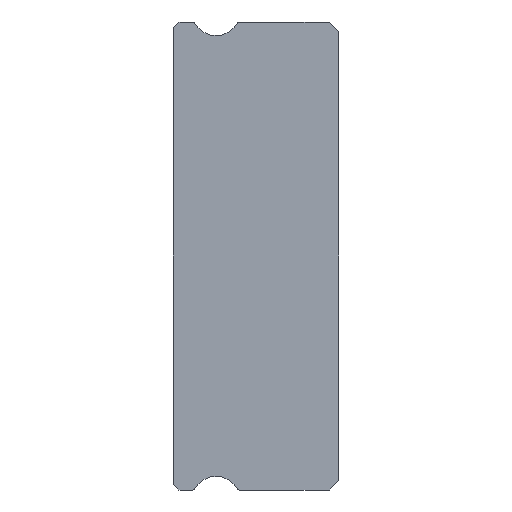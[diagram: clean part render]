
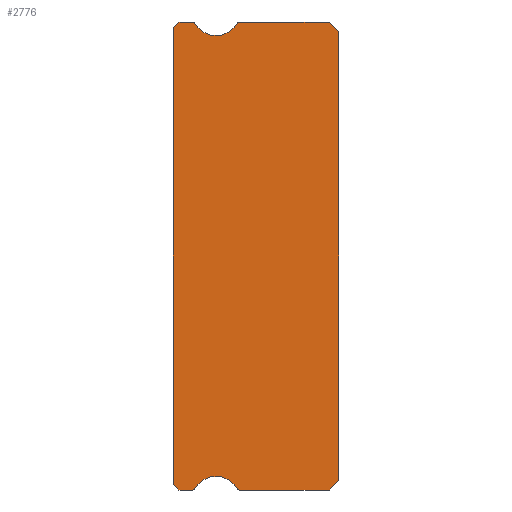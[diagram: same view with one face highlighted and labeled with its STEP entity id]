
A CAD part, left-side view. The second image highlights one B-rep face of the part: STEP entity #2776.
In plain terms, the highlighted planar face has unit normal (-1, 0, 0).
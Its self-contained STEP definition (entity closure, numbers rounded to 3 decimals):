
#59 = DIRECTION ( 'NONE',  ( 0., 0., 1. ) ) ;
#97 = DIRECTION ( 'NONE',  ( 0., 0., -1. ) ) ;
#111 = ORIENTED_EDGE ( 'NONE', *, *, #2107, .F. ) ;
#117 = EDGE_CURVE ( 'NONE', #1400, #2018, #1110, .T. ) ;
#168 = DIRECTION ( 'NONE',  ( 0., 0., -1. ) ) ;
#237 = EDGE_CURVE ( 'NONE', #1175, #2785, #1573, .T. ) ;
#261 = CIRCLE ( 'NONE', #626, 1.25 ) ;
#274 = ORIENTED_EDGE ( 'NONE', *, *, #1157, .F. ) ;
#302 = EDGE_CURVE ( 'NONE', #2568, #915, #554, .T. ) ;
#315 = CARTESIAN_POINT ( 'NONE',  ( -20., 5.088, 12. ) ) ;
#316 = CARTESIAN_POINT ( 'NONE',  ( -20., 7.512, 12. ) ) ;
#346 = DIRECTION ( 'NONE',  ( 0., -1., 0. ) ) ;
#430 = CARTESIAN_POINT ( 'NONE',  ( -20., 5.088, -11.85 ) ) ;
#437 = CARTESIAN_POINT ( 'NONE',  ( -20., 5.088, 11.85 ) ) ;
#465 = LINE ( 'NONE', #2724, #1049 ) ;
#474 = AXIS2_PLACEMENT_3D ( 'NONE', #1094, #2356, #2108 ) ;
#491 = DIRECTION ( 'NONE',  ( 0., 0., -1. ) ) ;
#492 = ORIENTED_EDGE ( 'NONE', *, *, #941, .F. ) ;
#497 = CARTESIAN_POINT ( 'NONE',  ( -20., 8.2, 12. ) ) ;
#527 = DIRECTION ( 'NONE',  ( 0., -0.707, -0.707 ) ) ;
#554 = CIRCLE ( 'NONE', #2905, 0.15 ) ;
#559 = VECTOR ( 'NONE', #2629, 1000. ) ;
#566 = CARTESIAN_POINT ( 'NONE',  ( -20., 0.5, -12. ) ) ;
#626 = AXIS2_PLACEMENT_3D ( 'NONE', #1552, #791, #1006 ) ;
#635 = CARTESIAN_POINT ( 'NONE',  ( -20., 8.2, -12. ) ) ;
#640 = CARTESIAN_POINT ( 'NONE',  ( -20., 0., 11.5 ) ) ;
#662 = VECTOR ( 'NONE', #2263, 1000. ) ;
#669 = VECTOR ( 'NONE', #1729, 1000. ) ;
#673 = VERTEX_POINT ( 'NONE', #1231 ) ;
#674 = VERTEX_POINT ( 'NONE', #928 ) ;
#713 = AXIS2_PLACEMENT_3D ( 'NONE', #1383, #1856, #2197 ) ;
#736 = ORIENTED_EDGE ( 'NONE', *, *, #1054, .F. ) ;
#742 = CARTESIAN_POINT ( 'NONE',  ( -20., 7.512, 12. ) ) ;
#768 = VECTOR ( 'NONE', #2005, 1000. ) ;
#791 = DIRECTION ( 'NONE',  ( -1., 0., 0. ) ) ;
#852 = VERTEX_POINT ( 'NONE', #1140 ) ;
#868 = VERTEX_POINT ( 'NONE', #1107 ) ;
#883 = AXIS2_PLACEMENT_3D ( 'NONE', #430, #2420, #1473 ) ;
#899 = CARTESIAN_POINT ( 'NONE',  ( -20., 0.5, 12. ) ) ;
#915 = VERTEX_POINT ( 'NONE', #315 ) ;
#928 = CARTESIAN_POINT ( 'NONE',  ( -20., 5.088, -12. ) ) ;
#941 = EDGE_CURVE ( 'NONE', #2785, #1831, #2499, .T. ) ;
#955 = VERTEX_POINT ( 'NONE', #2178 ) ;
#1001 = CARTESIAN_POINT ( 'NONE',  ( -20., 7.512, 11.85 ) ) ;
#1006 = DIRECTION ( 'NONE',  ( 0., 0., -1. ) ) ;
#1018 = CARTESIAN_POINT ( 'NONE',  ( -20., 0.5, 12. ) ) ;
#1049 = VECTOR ( 'NONE', #2987, 1000. ) ;
#1051 = ORIENTED_EDGE ( 'NONE', *, *, #1525, .T. ) ;
#1054 = EDGE_CURVE ( 'NONE', #673, #868, #465, .T. ) ;
#1061 = CARTESIAN_POINT ( 'NONE',  ( -20., 6.3, 11.3 ) ) ;
#1065 = VERTEX_POINT ( 'NONE', #2207 ) ;
#1077 = EDGE_CURVE ( 'NONE', #1175, #1449, #2500, .T. ) ;
#1086 = ORIENTED_EDGE ( 'NONE', *, *, #2133, .F. ) ;
#1094 = CARTESIAN_POINT ( 'NONE',  ( -20., 6.3, 12.55 ) ) ;
#1107 = CARTESIAN_POINT ( 'NONE',  ( -20., 8.5, 11.7 ) ) ;
#1110 = LINE ( 'NONE', #2379, #2162 ) ;
#1115 = EDGE_CURVE ( 'NONE', #1831, #2568, #261, .T. ) ;
#1140 = CARTESIAN_POINT ( 'NONE',  ( -20., 8.2, -12. ) ) ;
#1150 = ORIENTED_EDGE ( 'NONE', *, *, #237, .F. ) ;
#1151 = EDGE_LOOP ( 'NONE', ( #736, #1051, #1764, #2250, #274, #2793, #111, #2084, #2832, #1086, #2334, #2426, #1969, #492, #1150, #2779, #2187 ) ) ;
#1157 = EDGE_CURVE ( 'NONE', #955, #1065, #3291, .T. ) ;
#1175 = VERTEX_POINT ( 'NONE', #742 ) ;
#1231 = CARTESIAN_POINT ( 'NONE',  ( -20., 8.5, -11.7 ) ) ;
#1262 = DIRECTION ( 'NONE',  ( 0., 1., 0. ) ) ;
#1267 = LINE ( 'NONE', #2585, #662 ) ;
#1335 = LINE ( 'NONE', #2082, #559 ) ;
#1361 = DIRECTION ( 'NONE',  ( 1., 0., 0. ) ) ;
#1383 = CARTESIAN_POINT ( 'NONE',  ( -20., 7.512, -11.85 ) ) ;
#1400 = VERTEX_POINT ( 'NONE', #1745 ) ;
#1449 = VERTEX_POINT ( 'NONE', #1930 ) ;
#1470 = CARTESIAN_POINT ( 'NONE',  ( -20., 7.383, 11.925 ) ) ;
#1473 = DIRECTION ( 'NONE',  ( 0., 0., -1. ) ) ;
#1525 = EDGE_CURVE ( 'NONE', #673, #852, #3192, .T. ) ;
#1526 = DIRECTION ( 'NONE',  ( -1., 0., 0. ) ) ;
#1552 = CARTESIAN_POINT ( 'NONE',  ( -20., 6.3, 12.55 ) ) ;
#1573 = CIRCLE ( 'NONE', #2428, 0.15 ) ;
#1693 = VECTOR ( 'NONE', #2681, 1000. ) ;
#1729 = DIRECTION ( 'NONE',  ( 0., 0.707, -0.707 ) ) ;
#1745 = CARTESIAN_POINT ( 'NONE',  ( -20., 0., -11.5 ) ) ;
#1764 = ORIENTED_EDGE ( 'NONE', *, *, #2278, .T. ) ;
#1797 = VERTEX_POINT ( 'NONE', #2837 ) ;
#1831 = VERTEX_POINT ( 'NONE', #1061 ) ;
#1856 = DIRECTION ( 'NONE',  ( 1., 0., 0. ) ) ;
#1930 = CARTESIAN_POINT ( 'NONE',  ( -20., 8.2, 12. ) ) ;
#1941 = DIRECTION ( 'NONE',  ( 1., 0., 0. ) ) ;
#1969 = ORIENTED_EDGE ( 'NONE', *, *, #1115, .F. ) ;
#2005 = DIRECTION ( 'NONE',  ( 0., 1., 0. ) ) ;
#2018 = VERTEX_POINT ( 'NONE', #640 ) ;
#2028 = FACE_OUTER_BOUND ( 'NONE', #1151, .T. ) ;
#2082 = CARTESIAN_POINT ( 'NONE',  ( -20., 7.512, -12. ) ) ;
#2084 = ORIENTED_EDGE ( 'NONE', *, *, #2775, .F. ) ;
#2107 = EDGE_CURVE ( 'NONE', #2882, #674, #2320, .T. ) ;
#2108 = DIRECTION ( 'NONE',  ( 0., 0., -1. ) ) ;
#2133 = EDGE_CURVE ( 'NONE', #3079, #2018, #2530, .T. ) ;
#2162 = VECTOR ( 'NONE', #59, 1000. ) ;
#2178 = CARTESIAN_POINT ( 'NONE',  ( -20., 5.217, -11.925 ) ) ;
#2187 = ORIENTED_EDGE ( 'NONE', *, *, #3154, .T. ) ;
#2197 = DIRECTION ( 'NONE',  ( 0., 0., -1. ) ) ;
#2207 = CARTESIAN_POINT ( 'NONE',  ( -20., 7.383, -11.925 ) ) ;
#2209 = VECTOR ( 'NONE', #346, 1000. ) ;
#2217 = CARTESIAN_POINT ( 'NONE',  ( -20., 0., -11.5 ) ) ;
#2250 = ORIENTED_EDGE ( 'NONE', *, *, #3000, .F. ) ;
#2263 = DIRECTION ( 'NONE',  ( 0., 0.707, -0.707 ) ) ;
#2278 = EDGE_CURVE ( 'NONE', #852, #1797, #1335, .T. ) ;
#2282 = VECTOR ( 'NONE', #1262, 1000. ) ;
#2320 = LINE ( 'NONE', #3074, #768 ) ;
#2334 = ORIENTED_EDGE ( 'NONE', *, *, #3216, .F. ) ;
#2356 = DIRECTION ( 'NONE',  ( -1., 0., 0. ) ) ;
#2379 = CARTESIAN_POINT ( 'NONE',  ( -20., 0., 11.5 ) ) ;
#2410 = LINE ( 'NONE', #316, #2209 ) ;
#2411 = CARTESIAN_POINT ( 'NONE',  ( -20., 7.512, 11.85 ) ) ;
#2415 = CIRCLE ( 'NONE', #713, 0.15 ) ;
#2420 = DIRECTION ( 'NONE',  ( 1., 0., 0. ) ) ;
#2426 = ORIENTED_EDGE ( 'NONE', *, *, #302, .F. ) ;
#2428 = AXIS2_PLACEMENT_3D ( 'NONE', #2411, #1361, #97 ) ;
#2445 = EDGE_CURVE ( 'NONE', #674, #955, #2860, .T. ) ;
#2468 = LINE ( 'NONE', #2217, #669 ) ;
#2499 = CIRCLE ( 'NONE', #474, 1.25 ) ;
#2500 = LINE ( 'NONE', #497, #2282 ) ;
#2530 = LINE ( 'NONE', #1018, #3063 ) ;
#2543 = AXIS2_PLACEMENT_3D ( 'NONE', #1001, #3238, #491 ) ;
#2568 = VERTEX_POINT ( 'NONE', #3222 ) ;
#2585 = CARTESIAN_POINT ( 'NONE',  ( -20., 8.5, 11.7 ) ) ;
#2629 = DIRECTION ( 'NONE',  ( 0., -1., 0. ) ) ;
#2681 = DIRECTION ( 'NONE',  ( 0., -0.707, -0.707 ) ) ;
#2724 = CARTESIAN_POINT ( 'NONE',  ( -20., 8.5, 11.85 ) ) ;
#2760 = PLANE ( 'NONE',  #2543 ) ;
#2775 = EDGE_CURVE ( 'NONE', #1400, #2882, #2468, .T. ) ;
#2776 = ADVANCED_FACE ( 'NONE', ( #2028 ), #2760, .F. ) ;
#2779 = ORIENTED_EDGE ( 'NONE', *, *, #1077, .T. ) ;
#2784 = CARTESIAN_POINT ( 'NONE',  ( -20., 6.3, -12.55 ) ) ;
#2785 = VERTEX_POINT ( 'NONE', #1470 ) ;
#2793 = ORIENTED_EDGE ( 'NONE', *, *, #2445, .F. ) ;
#2832 = ORIENTED_EDGE ( 'NONE', *, *, #117, .T. ) ;
#2837 = CARTESIAN_POINT ( 'NONE',  ( -20., 7.512, -12. ) ) ;
#2860 = CIRCLE ( 'NONE', #883, 0.15 ) ;
#2882 = VERTEX_POINT ( 'NONE', #566 ) ;
#2905 = AXIS2_PLACEMENT_3D ( 'NONE', #437, #1941, #168 ) ;
#2987 = DIRECTION ( 'NONE',  ( 0., 0., 1. ) ) ;
#3000 = EDGE_CURVE ( 'NONE', #1065, #1797, #2415, .T. ) ;
#3033 = DIRECTION ( 'NONE',  ( 0., 0., -1. ) ) ;
#3063 = VECTOR ( 'NONE', #527, 1000. ) ;
#3074 = CARTESIAN_POINT ( 'NONE',  ( -20., 7.512, -12. ) ) ;
#3079 = VERTEX_POINT ( 'NONE', #899 ) ;
#3154 = EDGE_CURVE ( 'NONE', #1449, #868, #1267, .T. ) ;
#3192 = LINE ( 'NONE', #635, #1693 ) ;
#3216 = EDGE_CURVE ( 'NONE', #915, #3079, #2410, .T. ) ;
#3222 = CARTESIAN_POINT ( 'NONE',  ( -20., 5.217, 11.925 ) ) ;
#3237 = AXIS2_PLACEMENT_3D ( 'NONE', #2784, #1526, #3033 ) ;
#3238 = DIRECTION ( 'NONE',  ( 1., 0., 0. ) ) ;
#3291 = CIRCLE ( 'NONE', #3237, 1.25 ) ;
